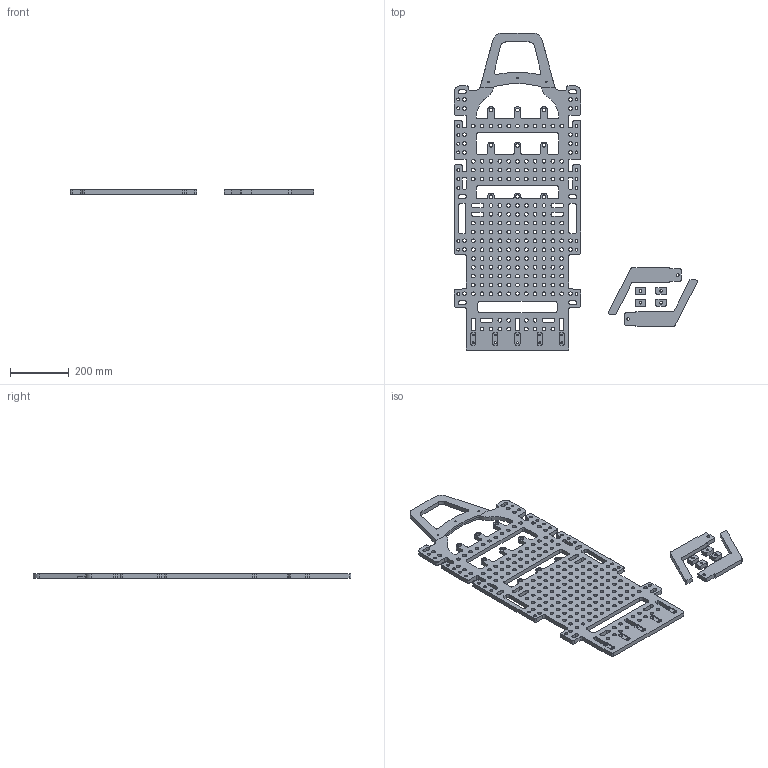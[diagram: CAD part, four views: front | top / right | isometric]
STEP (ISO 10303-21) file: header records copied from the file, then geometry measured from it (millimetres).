
FILE_DESCRIPTION(/* description */ (''),/* implementation_level */ '2;1');
FILE_NAME(/* name */ 'ChariotParametrique.step',/* time_stamp */ '2022-02-18T14:57:32+01:00',/* author */ (''),/* organization */ (''),/* preprocessor_version */ 'ST-DEVELOPER v18.1',/* originating_system */ 'Autodesk Translation Framework v10.13.0.1454',/* authorisation */ '');
FILE_SCHEMA (('AUTOMOTIVE_DESIGN { 1 0 10303 214 3 1 1 }'));
Length unit declared in the file: millimetre
Products named in the file (3): ChariotParametrique; Pied; Poignee
Assembly tree (2 placements, depth 2):
  ChariotParametrique
    Pied
    Poignee
Bounding box: 827.38 x 1079 x 15 mm (x, y, z)
Volume: 4572118.7 mm3; surface area: 932250.2 mm2
Topology: 8 solids, 8 shells, 689 faces, 2006 edges, 1336 vertices
Faces by surface type: cylinder 447, plane 242
Full cylindrical faces by diameter (mm): 5.8 x6, 6 x10, 9 x6, 10 x24, 12.499 x194
Entity records: 24301 total; most frequent: DIRECTION 4290, CARTESIAN_POINT 4036, ORIENTED_EDGE 4012, EDGE_CURVE 2006, AXIS2_PLACEMENT_3D 1590, VERTEX_POINT 1336, EDGE_LOOP 1220, LINE 1110
